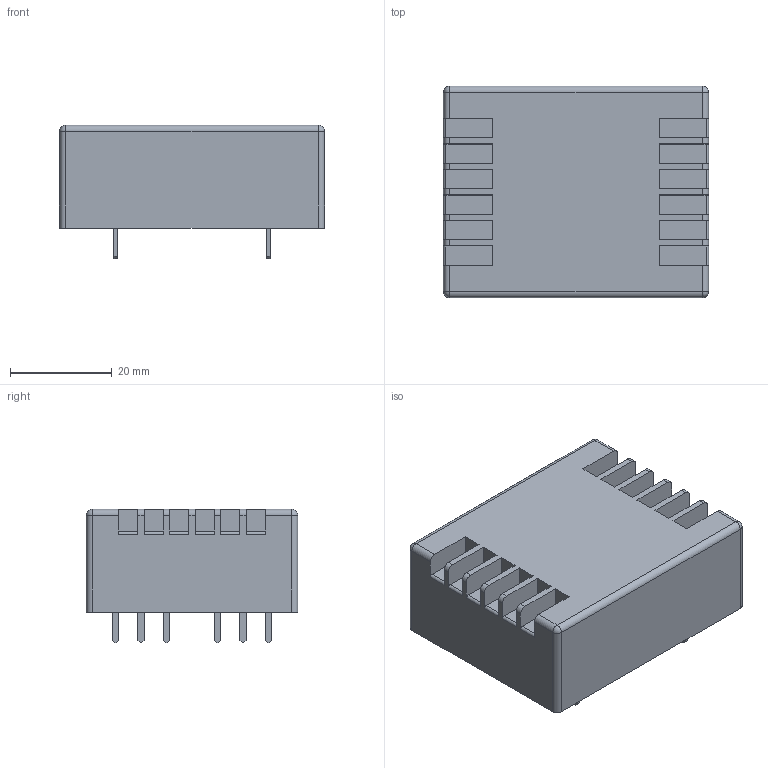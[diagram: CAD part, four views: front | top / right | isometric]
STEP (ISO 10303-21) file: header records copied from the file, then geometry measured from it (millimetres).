
FILE_DESCRIPTION(/* description */ ('','CAx-IF Rec.Pracs.---Representation and Presentation of Product Manufacturing Information (PMI)---4.0---2014-10-13'),/* implementation_level */ '2;1');
FILE_NAME(/* name */ 'Schaffer_BV_220-0-11_235.step',/* time_stamp */ '2024-12-10T09:58:57+01:00',/* author */ (''),/* organization */ (''),/* preprocessor_version */ 'ST-DEVELOPER v20',/* originating_system */ 'Autodesk Translation Framework v13.20.0.188',/* authorisation */ '');
FILE_SCHEMA (('AP242_MANAGED_MODEL_BASED_3D_ENGINEERING_MIM_LF { 1 0 10303 442 1 1 4 }'));
Length unit declared in the file: millimetre
Products named in the file (1): Schaffer_BV_220-0-11_235
Bounding box: 52 x 41.5 x 26.2 mm (x, y, z)
Volume: 41610.2 mm3; surface area: 9156.1 mm2
Topology: 1 solids, 1 shells, 146 faces, 396 edges, 260 vertices
Faces by surface type: plane 110, cylinder 32, sphere 4
Entity records: 4644 total; most frequent: CARTESIAN_POINT 803, ORIENTED_EDGE 792, DIRECTION 754, EDGE_CURVE 396, LINE 332, VECTOR 332, VERTEX_POINT 260, AXIS2_PLACEMENT_3D 211
